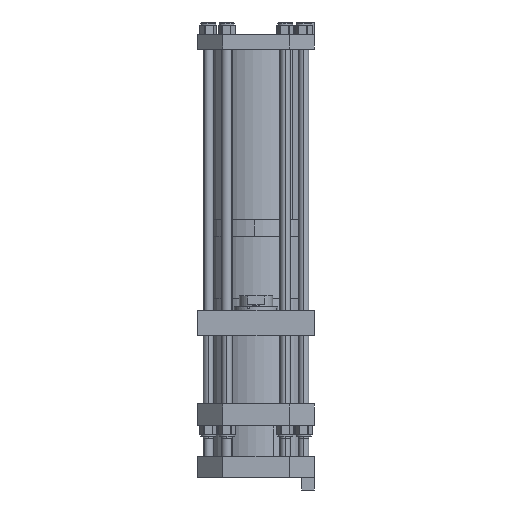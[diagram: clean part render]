
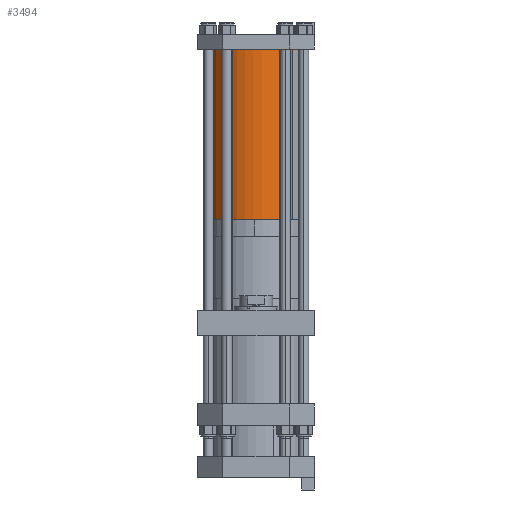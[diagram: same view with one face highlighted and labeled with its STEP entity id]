
A CAD part, left-side view. The second image highlights one B-rep face of the part: STEP entity #3494.
In plain terms, the highlighted cylindrical face has radius 152.4 mm (diameter 304.8 mm), a partial arc.
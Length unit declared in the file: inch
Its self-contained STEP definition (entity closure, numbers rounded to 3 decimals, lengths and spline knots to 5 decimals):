
#909 = ORIENTED_EDGE ( 'NONE', *, *, #10759, .F. ) ;
#1019 = EDGE_LOOP ( 'NONE', ( #909, #12142, #9211, #4380 ) ) ;
#2578 = DIRECTION ( 'NONE',  ( 0., 0., 1. ) ) ;
#3267 = DIRECTION ( 'NONE',  ( 1., 0., 0. ) ) ;
#3365 = DIRECTION ( 'NONE',  ( -1., 0., 0. ) ) ;
#3494 = ADVANCED_FACE ( 'NONE', ( #19137 ), #14992, .T. ) ;
#3852 = AXIS2_PLACEMENT_3D ( 'NONE', #18833, #2578, #14419 ) ;
#4380 = ORIENTED_EDGE ( 'NONE', *, *, #17696, .F. ) ;
#4767 = DIRECTION ( 'NONE',  ( 0., 0., -1. ) ) ;
#6350 = DIRECTION ( 'NONE',  ( 0., 0., -1. ) ) ;
#6736 = EDGE_CURVE ( 'NONE', #12164, #16443, #15120, .T. ) ;
#7436 = EDGE_CURVE ( 'NONE', #14083, #12164, #9292, .T. ) ;
#7757 = CARTESIAN_POINT ( 'NONE',  ( 0., 0., 20.45 ) ) ;
#8368 = VECTOR ( 'NONE', #17947, 39.37008 ) ;
#8954 = CARTESIAN_POINT ( 'NONE',  ( 6., 0., 20.45 ) ) ;
#9048 = CARTESIAN_POINT ( 'NONE',  ( -6., 0., 0. ) ) ;
#9211 = ORIENTED_EDGE ( 'NONE', *, *, #6736, .T. ) ;
#9261 = DIRECTION ( 'NONE',  ( 0., 0., 1. ) ) ;
#9292 = LINE ( 'NONE', #8954, #8368 ) ;
#9978 = LINE ( 'NONE', #18208, #13478 ) ;
#10759 = EDGE_CURVE ( 'NONE', #14083, #15636, #12662, .T. ) ;
#11954 = CARTESIAN_POINT ( 'NONE',  ( -6., 0., 20.45 ) ) ;
#12142 = ORIENTED_EDGE ( 'NONE', *, *, #7436, .T. ) ;
#12164 = VERTEX_POINT ( 'NONE', #17202 ) ;
#12297 = CARTESIAN_POINT ( 'NONE',  ( 6., 0., 20.45 ) ) ;
#12555 = AXIS2_PLACEMENT_3D ( 'NONE', #15258, #6350, #3365 ) ;
#12662 = CIRCLE ( 'NONE', #13588, 6. ) ;
#13478 = VECTOR ( 'NONE', #4767, 39.37008 ) ;
#13588 = AXIS2_PLACEMENT_3D ( 'NONE', #7757, #9261, #3267 ) ;
#14083 = VERTEX_POINT ( 'NONE', #12297 ) ;
#14419 = DIRECTION ( 'NONE',  ( 1., 0., 0. ) ) ;
#14992 = CYLINDRICAL_SURFACE ( 'NONE', #12555, 6. ) ;
#15120 = CIRCLE ( 'NONE', #3852, 6. ) ;
#15258 = CARTESIAN_POINT ( 'NONE',  ( 0., 0., 20.45 ) ) ;
#15636 = VERTEX_POINT ( 'NONE', #11954 ) ;
#16443 = VERTEX_POINT ( 'NONE', #9048 ) ;
#17202 = CARTESIAN_POINT ( 'NONE',  ( 6., 0., 0. ) ) ;
#17696 = EDGE_CURVE ( 'NONE', #15636, #16443, #9978, .T. ) ;
#17947 = DIRECTION ( 'NONE',  ( 0., 0., -1. ) ) ;
#18208 = CARTESIAN_POINT ( 'NONE',  ( -6., 0., 20.45 ) ) ;
#18833 = CARTESIAN_POINT ( 'NONE',  ( 0., 0., 0. ) ) ;
#19137 = FACE_OUTER_BOUND ( 'NONE', #1019, .T. ) ;
